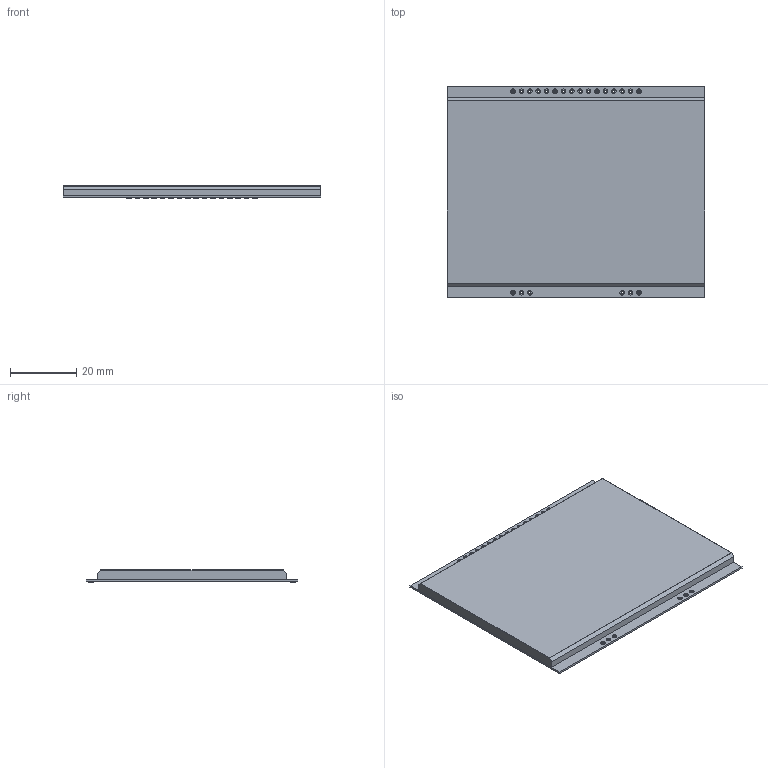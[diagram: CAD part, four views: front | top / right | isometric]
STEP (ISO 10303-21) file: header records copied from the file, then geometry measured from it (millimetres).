
FILE_DESCRIPTION((''),'2;1');
FILE_NAME('DS_EA_LED78X64-W.stp','2011-04-14T17:12:27',(''),(''),'Mechanical Desktop 2011','Mechanical Desktop 2011',', , ');
FILE_SCHEMA(('AUTOMOTIVE_DESIGN { 1 2 10303 214 1 1 1 1 }'));
Length unit declared in the file: millimetre
Products named in the file (1): Product
Bounding box: 78 x 64 x 3.63 mm (x, y, z)
Volume: 16290.7 mm3; surface area: 29226.2 mm2
Topology: 27 solids, 27 shells, 214 faces, 480 edges, 320 vertices
Faces by surface type: cylinder 132, plane 82
Entity records: 6297 total; most frequent: DIRECTION 1174, CARTESIAN_POINT 1015, ORIENTED_EDGE 960, EDGE_CURVE 480, AXIS2_PLACEMENT_3D 479, VERTEX_POINT 320, EDGE_LOOP 302, CIRCLE 264
